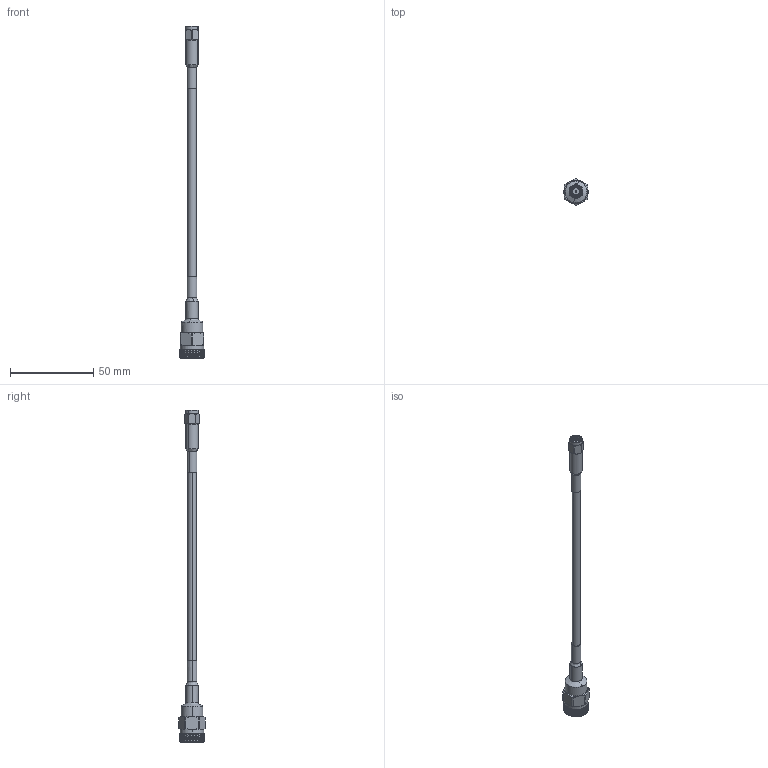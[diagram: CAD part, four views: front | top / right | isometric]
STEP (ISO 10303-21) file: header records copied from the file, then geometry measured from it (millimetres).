
FILE_DESCRIPTION (( 'STEP AP214' ), '1' );
FILE_NAME ('PE3C4535.step', '2021-11-18T19:28:38', ( '' ), ( '' ), 'SwSTEP 2.0', 'SolidWorks 2021', '' );
FILE_SCHEMA (( 'AUTOMOTIVE_DESIGN' ));
Length unit declared in the file: inch
Products named in the file (4): TC-195-TM-X^PE3C4535_Heat Shrink; PE3C4535; PE4215^PE3C4535_Heat Shrink; LMR-195^PE3C4535_LMR-195
Assembly tree (3 placements, depth 2):
  PE3C4535
    LMR-195^PE3C4535_LMR-195
    PE4215^PE3C4535_Heat Shrink
    TC-195-TM-X^PE3C4535_Heat Shrink
Bounding box: 14.53 x 16 x 199.65 mm (x, y, z)
Volume: 7606.6 mm3; surface area: 5816.2 mm2
Topology: 3 solids, 3 shells, 2417 faces, 5136 edges, 2737 vertices
Faces by surface type: bspline 1812, cylinder 492, plane 61, cone 44, torus 8
Entity records: 86346 total; most frequent: CARTESIAN_POINT 54311, ORIENTED_EDGE 10272, EDGE_CURVE 5136, VERTEX_POINT 2737, EDGE_LOOP 2429, FACE_OUTER_BOUND 2417, ADVANCED_FACE 2417, B_SPLINE_CURVE_WITH_KNOTS 2189
